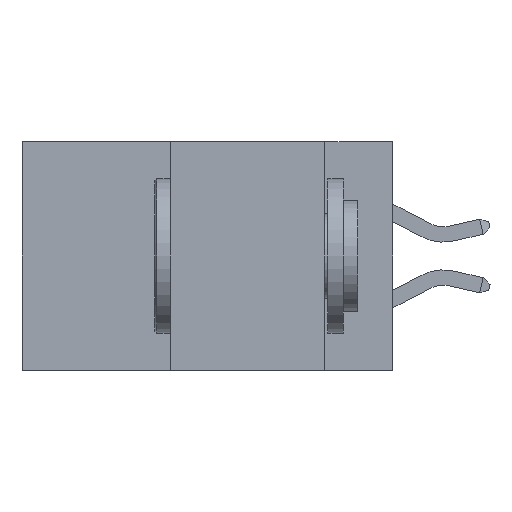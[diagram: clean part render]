
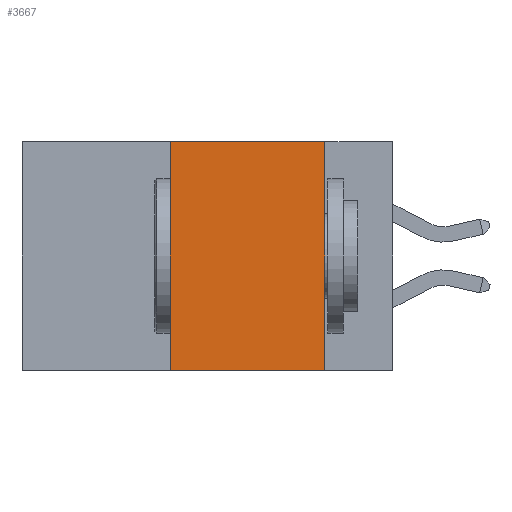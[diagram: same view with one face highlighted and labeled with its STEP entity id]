
A CAD part, left-side view. The second image highlights one B-rep face of the part: STEP entity #3667.
In plain terms, the highlighted planar face has unit normal (-1, 0, 0).
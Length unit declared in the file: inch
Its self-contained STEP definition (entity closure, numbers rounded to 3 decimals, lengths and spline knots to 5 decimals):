
#721 = CARTESIAN_POINT ( 'NONE',  ( 0., 0.36, 0. ) ) ;
#1512 = VECTOR ( 'NONE', #2674, 39.37008 ) ;
#2130 = LINE ( 'NONE', #4141, #13798 ) ;
#2163 = VERTEX_POINT ( 'NONE', #16198 ) ;
#2483 = ORIENTED_EDGE ( 'NONE', *, *, #16247, .F. ) ;
#2531 = DIRECTION ( 'NONE',  ( 0., 0., -1. ) ) ;
#2553 = DIRECTION ( 'NONE',  ( 1., 0., 0. ) ) ;
#2674 = DIRECTION ( 'NONE',  ( 0., -1., 0. ) ) ;
#2754 = CARTESIAN_POINT ( 'NONE',  ( 0., 0.6, 0. ) ) ;
#3057 = LINE ( 'NONE', #19516, #18643 ) ;
#3667 = ADVANCED_FACE ( 'NONE', ( #12307 ), #3668, .F. ) ;
#3668 = PLANE ( 'NONE',  #14290 ) ;
#3732 = CARTESIAN_POINT ( 'NONE',  ( 0., 0.11, 0. ) ) ;
#4141 = CARTESIAN_POINT ( 'NONE',  ( 0., 0.6, -0.37 ) ) ;
#4595 = EDGE_LOOP ( 'NONE', ( #2483, #10635, #11133, #7529 ) ) ;
#4843 = CARTESIAN_POINT ( 'NONE',  ( 0., 0.6, 0. ) ) ;
#5173 = LINE ( 'NONE', #2754, #1512 ) ;
#5715 = EDGE_CURVE ( 'NONE', #15733, #9151, #5173, .T. ) ;
#5883 = CARTESIAN_POINT ( 'NONE',  ( 0., 0.36, -0.37 ) ) ;
#6524 = CARTESIAN_POINT ( 'NONE',  ( 0., 0.11, 0. ) ) ;
#6753 = LINE ( 'NONE', #6524, #17335 ) ;
#7529 = ORIENTED_EDGE ( 'NONE', *, *, #11248, .T. ) ;
#8014 = DIRECTION ( 'NONE',  ( 0., 0., -1. ) ) ;
#9005 = DIRECTION ( 'NONE',  ( 0., 0., 1. ) ) ;
#9151 = VERTEX_POINT ( 'NONE', #3732 ) ;
#10635 = ORIENTED_EDGE ( 'NONE', *, *, #5715, .F. ) ;
#11133 = ORIENTED_EDGE ( 'NONE', *, *, #13227, .F. ) ;
#11248 = EDGE_CURVE ( 'NONE', #11322, #2163, #2130, .T. ) ;
#11322 = VERTEX_POINT ( 'NONE', #5883 ) ;
#12307 = FACE_OUTER_BOUND ( 'NONE', #4595, .T. ) ;
#13227 = EDGE_CURVE ( 'NONE', #11322, #15733, #3057, .T. ) ;
#13798 = VECTOR ( 'NONE', #19203, 39.37008 ) ;
#14290 = AXIS2_PLACEMENT_3D ( 'NONE', #4843, #2553, #2531 ) ;
#15733 = VERTEX_POINT ( 'NONE', #721 ) ;
#16198 = CARTESIAN_POINT ( 'NONE',  ( 0., 0.11, -0.37 ) ) ;
#16247 = EDGE_CURVE ( 'NONE', #9151, #2163, #6753, .T. ) ;
#17335 = VECTOR ( 'NONE', #8014, 39.37008 ) ;
#18643 = VECTOR ( 'NONE', #9005, 39.37008 ) ;
#19203 = DIRECTION ( 'NONE',  ( 0., -1., 0. ) ) ;
#19516 = CARTESIAN_POINT ( 'NONE',  ( 0., 0.36, 0. ) ) ;
